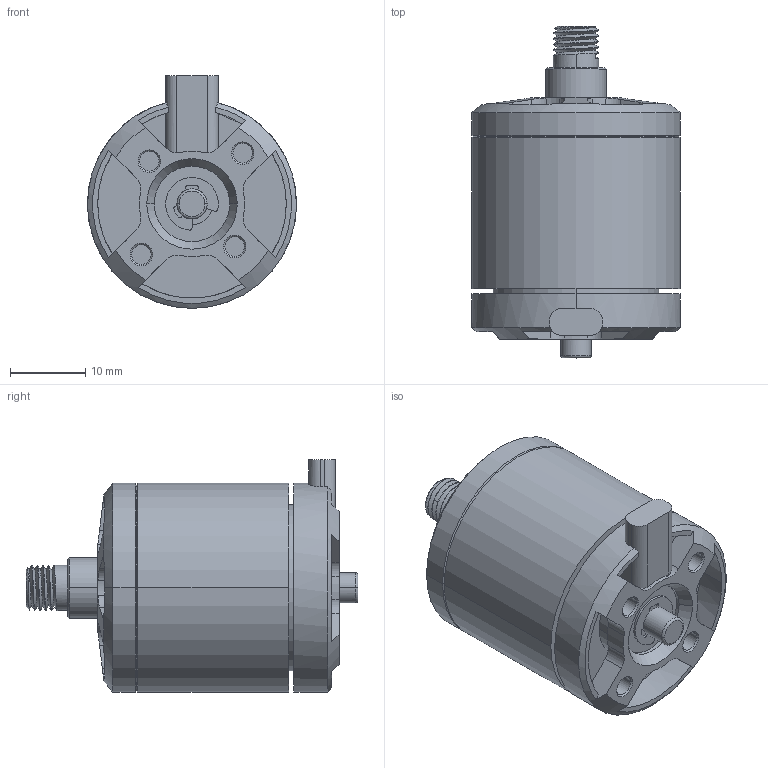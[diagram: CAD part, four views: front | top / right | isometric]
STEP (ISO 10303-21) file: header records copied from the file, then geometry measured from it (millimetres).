
FILE_DESCRIPTION((''),'2;1');
FILE_NAME('DJ-2216-KV880','2020-11-30T16:40:09',('QGLing'),(''),'CREO PARAMETRIC BY PTC INC, 2016510','CREO PARAMETRIC BY PTC INC, 2016510','');
FILE_SCHEMA(('CONFIG_CONTROL_DESIGN'));
Length unit declared in the file: millimetre
Products named in the file (1): DJ-2216-KV880
Bounding box: 27.7 x 44 x 30.85 mm (x, y, z)
Volume: 15679 mm3; surface area: 6798 mm2
Topology: 1 solids, 1 shells, 207 faces, 604 edges, 391 vertices
Faces by surface type: cylinder 108, plane 68, cone 25, bspline 4, torus 2
Entity records: 8228 total; most frequent: CARTESIAN_POINT 2702, ORIENTED_EDGE 1208, DIRECTION 1127, EDGE_CURVE 604, AXIS2_PLACEMENT_3D 437, VERTEX_POINT 391, VECTOR 253, LINE 253
